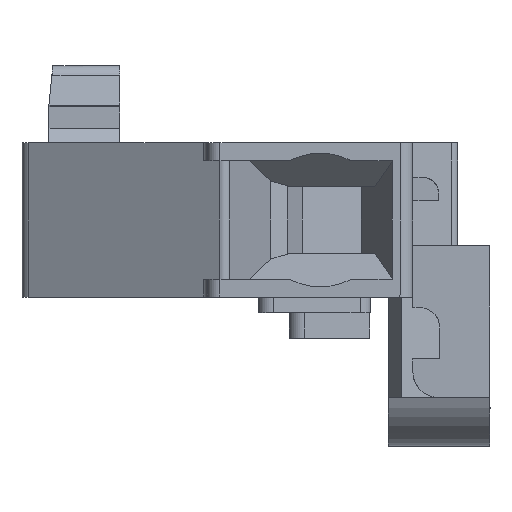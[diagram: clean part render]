
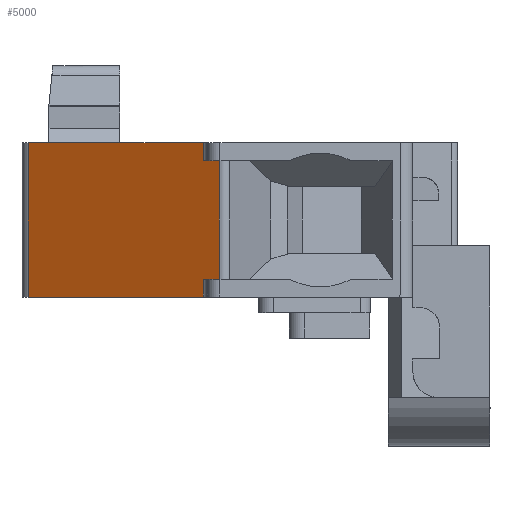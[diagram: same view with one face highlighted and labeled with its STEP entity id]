
A CAD part, left-side view. The second image highlights one B-rep face of the part: STEP entity #5000.
In plain terms, the highlighted planar face has unit normal (-0.866, 0.5, 0).
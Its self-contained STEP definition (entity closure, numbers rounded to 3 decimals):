
#85=DIRECTION('',(-0.5,-0.866,0.));
#86=VECTOR('',#85,7.852);
#87=CARTESIAN_POINT('',(-8.344,17.95,0.));
#88=LINE('',#87,#86);
#1148=DIRECTION('',(0.5,0.866,0.));
#1149=VECTOR('',#1148,7.852);
#1150=CARTESIAN_POINT('',(-12.27,11.15,6.));
#1151=LINE('',#1150,#1149);
#1210=DIRECTION('',(0.,0.,-1.));
#1211=VECTOR('',#1210,6.);
#1212=CARTESIAN_POINT('',(-8.344,17.95,6.));
#1213=LINE('',#1212,#1211);
#1214=DIRECTION('',(0.,0.,1.));
#1215=VECTOR('',#1214,0.7);
#1216=CARTESIAN_POINT('',(-12.27,11.15,5.3));
#1217=LINE('',#1216,#1215);
#1240=DIRECTION('',(0.5,0.866,0.));
#1241=VECTOR('',#1240,0.715);
#1242=CARTESIAN_POINT('',(-12.628,10.53,5.3));
#1243=LINE('',#1242,#1241);
#1406=DIRECTION('',(-0.5,-0.866,0.));
#1407=VECTOR('',#1406,0.715);
#1408=CARTESIAN_POINT('',(-12.27,11.15,
0.7));
#1409=LINE('',#1408,#1407);
#1496=DIRECTION('',(0.,0.,1.));
#1497=VECTOR('',#1496,4.6);
#1498=CARTESIAN_POINT('',(-12.628,10.53,
0.7));
#1499=LINE('',#1498,#1497);
#1508=DIRECTION('',(0.,0.,1.));
#1509=VECTOR('',#1508,0.7);
#1510=CARTESIAN_POINT('',(-12.27,11.15,0.));
#1511=LINE('',#1510,#1509);
#2685=CARTESIAN_POINT('',(-8.344,17.95,0.));
#2686=VERTEX_POINT('',#2685);
#2687=CARTESIAN_POINT('',(-12.27,11.15,0.));
#2688=VERTEX_POINT('',#2687);
#2931=CARTESIAN_POINT('',(-12.27,11.15,6.));
#2932=VERTEX_POINT('',#2931);
#2933=CARTESIAN_POINT('',(-8.344,17.95,6.));
#2934=VERTEX_POINT('',#2933);
#2979=CARTESIAN_POINT('',(-12.27,11.15,5.3));
#2980=VERTEX_POINT('',#2979);
#2981=CARTESIAN_POINT('',(-12.628,10.53,5.3));
#2982=VERTEX_POINT('',#2981);
#2983=CARTESIAN_POINT('',(-12.628,10.53,
0.7));
#2984=VERTEX_POINT('',#2983);
#2985=CARTESIAN_POINT('',(-12.27,11.15,
0.7));
#2986=VERTEX_POINT('',#2985);
#4980=CARTESIAN_POINT('',(-8.344,17.95,0.));
#4981=DIRECTION('',(-0.866,0.5,0.));
#4982=DIRECTION('',(-0.5,-0.866,0.));
#4983=AXIS2_PLACEMENT_3D('',#4980,#4981,#4982);
#4984=PLANE('',#4983);
#4985=ORIENTED_EDGE('',*,*,#4848,.F.);
#4987=ORIENTED_EDGE('',*,*,#4986,.F.);
#4989=ORIENTED_EDGE('',*,*,#4988,.F.);
#4991=ORIENTED_EDGE('',*,*,#4990,.F.);
#4993=ORIENTED_EDGE('',*,*,#4992,.F.);
#4995=ORIENTED_EDGE('',*,*,#4994,.F.);
#4996=ORIENTED_EDGE('',*,*,#3534,.F.);
#4997=ORIENTED_EDGE('',*,*,#4975,.F.);
#4998=EDGE_LOOP('',(#4985,#4987,#4989,#4991,#4993,#4995,#4996,#4997));
#4999=FACE_OUTER_BOUND('',#4998,.F.);
#3534=EDGE_CURVE('',#2686,#2688,#88,.T.);
#4848=EDGE_CURVE('',#2932,#2934,#1151,.T.);
#4975=EDGE_CURVE('',#2934,#2686,#1213,.T.);
#4986=EDGE_CURVE('',#2980,#2932,#1217,.T.);
#4988=EDGE_CURVE('',#2982,#2980,#1243,.T.);
#4990=EDGE_CURVE('',#2984,#2982,#1499,.T.);
#4992=EDGE_CURVE('',#2986,#2984,#1409,.T.);
#4994=EDGE_CURVE('',#2688,#2986,#1511,.T.);
#5000=ADVANCED_FACE('',(#4999),#4984,.T.);
